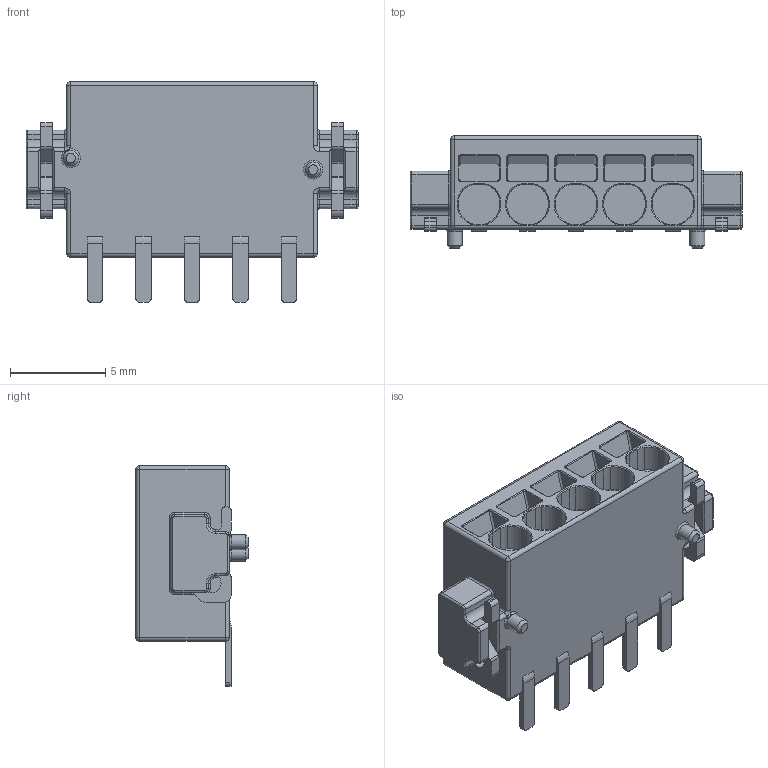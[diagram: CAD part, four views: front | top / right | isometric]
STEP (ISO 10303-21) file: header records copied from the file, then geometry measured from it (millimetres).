
FILE_DESCRIPTION(/* description */ (''),/* implementation_level */ '2;1');
FILE_NAME(/* name */ '100540066ugm000_a.stp',/* time_stamp */ '2013-10-09T16:43:10+02:00',/* author */ (''),/* organization */ (''),/* preprocessor_version */ 'ST-DEVELOPER v15',/* originating_system */ 'SIEMENS PLM Software NX 8.5',/* authorisation */ '');
FILE_SCHEMA (('AUTOMOTIVE_DESIGN { 1 0 10303 214 3 1 1 1 }'));
Length unit declared in the file: millimetre
Products named in the file (1): 100540066ugm000_a
Bounding box: 17.39 x 5.9 x 11.55 mm (x, y, z)
Volume: 596.2 mm3; surface area: 650.9 mm2
Topology: 1 solids, 1 shells, 373 faces, 944 edges, 567 vertices
Faces by surface type: plane 149, cylinder 143, cone 27, bspline 24, torus 22, sphere 8
Full cylindrical faces by diameter (mm): 0.8 x2
Entity records: 11905 total; most frequent: CARTESIAN_POINT 2284, DIRECTION 1937, ORIENTED_EDGE 1858, EDGE_CURVE 929, AXIS2_PLACEMENT_3D 707, VERTEX_POINT 565, LINE 523, VECTOR 523
